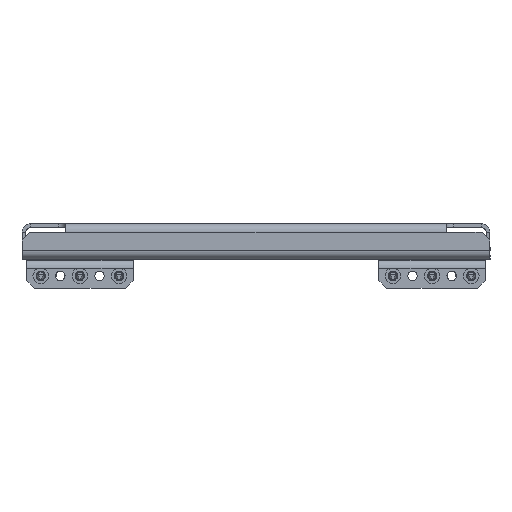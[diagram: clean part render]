
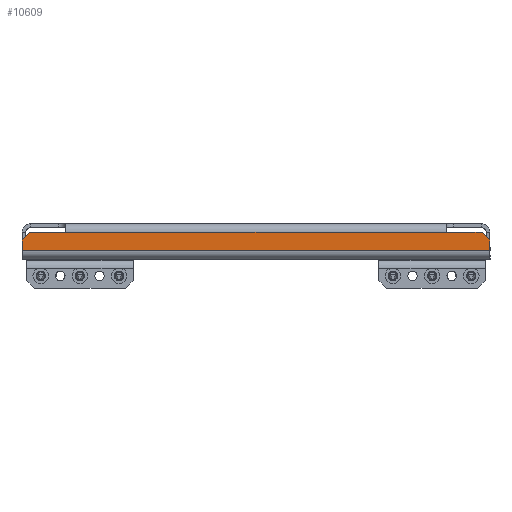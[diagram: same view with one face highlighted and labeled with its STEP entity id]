
A CAD part, left-side view. The second image highlights one B-rep face of the part: STEP entity #10609.
In plain terms, the highlighted planar face has unit normal (-1, 0, 0).
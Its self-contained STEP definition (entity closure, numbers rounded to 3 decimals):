
#92 = VERTEX_POINT ( 'NONE', #2307 ) ;
#599 = EDGE_CURVE ( 'NONE', #8625, #7524, #2098, .T. ) ;
#804 = CARTESIAN_POINT ( 'NONE',  ( -449.5, 149.5, -15. ) ) ;
#1192 = DIRECTION ( 'NONE',  ( 0., -1., 0. ) ) ;
#1260 = VECTOR ( 'NONE', #1192, 1000. ) ;
#1291 = VECTOR ( 'NONE', #8568, 1000. ) ;
#1381 = CARTESIAN_POINT ( 'NONE',  ( -449.5, -149.5, -8. ) ) ;
#1551 = LINE ( 'NONE', #3047, #1871 ) ;
#1795 = ORIENTED_EDGE ( 'NONE', *, *, #7045, .T. ) ;
#1871 = VECTOR ( 'NONE', #4040, 1000. ) ;
#1989 = ORIENTED_EDGE ( 'NONE', *, *, #10275, .T. ) ;
#2021 = VECTOR ( 'NONE', #7285, 1000. ) ;
#2026 = DIRECTION ( 'NONE',  ( 0., 0., -1. ) ) ;
#2098 = LINE ( 'NONE', #2294, #1260 ) ;
#2294 = CARTESIAN_POINT ( 'NONE',  ( -449.5, -149.5, -3. ) ) ;
#2307 = CARTESIAN_POINT ( 'NONE',  ( -449.5, 149.5, -15. ) ) ;
#2431 = CARTESIAN_POINT ( 'NONE',  ( -449.5, -144.5, -3. ) ) ;
#2455 = CARTESIAN_POINT ( 'NONE',  ( -449.5, 144.5, -3. ) ) ;
#2901 = FACE_OUTER_BOUND ( 'NONE', #7266, .T. ) ;
#3047 = CARTESIAN_POINT ( 'NONE',  ( -449.5, -149.5, -3. ) ) ;
#3307 = VERTEX_POINT ( 'NONE', #11449 ) ;
#4040 = DIRECTION ( 'NONE',  ( 0., -1., 0. ) ) ;
#4107 = PLANE ( 'NONE',  #6798 ) ;
#4175 = CARTESIAN_POINT ( 'NONE',  ( -449.5, -149.5, -8. ) ) ;
#4738 = ORIENTED_EDGE ( 'NONE', *, *, #11545, .T. ) ;
#4801 = VECTOR ( 'NONE', #8646, 1000. ) ;
#5467 = DIRECTION ( 'NONE',  ( 0., 0., -1. ) ) ;
#5756 = EDGE_CURVE ( 'NONE', #7754, #11974, #6583, .T. ) ;
#5886 = VECTOR ( 'NONE', #7804, 1000. ) ;
#6090 = DIRECTION ( 'NONE',  ( 0., 1., 0. ) ) ;
#6348 = ORIENTED_EDGE ( 'NONE', *, *, #9134, .F. ) ;
#6556 = CARTESIAN_POINT ( 'NONE',  ( -449.5, 144.5, -3. ) ) ;
#6583 = LINE ( 'NONE', #1381, #1291 ) ;
#6798 = AXIS2_PLACEMENT_3D ( 'NONE', #9127, #9583, #5467 ) ;
#7015 = VERTEX_POINT ( 'NONE', #11268 ) ;
#7045 = EDGE_CURVE ( 'NONE', #11376, #92, #8344, .T. ) ;
#7062 = ORIENTED_EDGE ( 'NONE', *, *, #9827, .T. ) ;
#7192 = LINE ( 'NONE', #804, #5886 ) ;
#7266 = EDGE_LOOP ( 'NONE', ( #7062, #9732, #6348, #8048, #11177, #1989, #1795, #4738 ) ) ;
#7285 = DIRECTION ( 'NONE',  ( 0., 0., 1. ) ) ;
#7315 = LINE ( 'NONE', #7334, #2021 ) ;
#7334 = CARTESIAN_POINT ( 'NONE',  ( -449.5, -149.5, 0. ) ) ;
#7524 = VERTEX_POINT ( 'NONE', #10908 ) ;
#7754 = VERTEX_POINT ( 'NONE', #4175 ) ;
#7804 = DIRECTION ( 'NONE',  ( 0., -1., 0. ) ) ;
#8048 = ORIENTED_EDGE ( 'NONE', *, *, #8954, .T. ) ;
#8344 = LINE ( 'NONE', #8358, #10446 ) ;
#8358 = CARTESIAN_POINT ( 'NONE',  ( -449.5, 149.5, 0. ) ) ;
#8473 = LINE ( 'NONE', #9169, #13242 ) ;
#8568 = DIRECTION ( 'NONE',  ( 0., 0.707, 0.707 ) ) ;
#8625 = VERTEX_POINT ( 'NONE', #6556 ) ;
#8646 = DIRECTION ( 'NONE',  ( 0., 0.707, -0.707 ) ) ;
#8954 = EDGE_CURVE ( 'NONE', #7015, #7524, #8473, .T. ) ;
#9127 = CARTESIAN_POINT ( 'NONE',  ( -449.5, 0., 0. ) ) ;
#9134 = EDGE_CURVE ( 'NONE', #7015, #11974, #1551, .T. ) ;
#9169 = CARTESIAN_POINT ( 'NONE',  ( -449.5, 121.5, -3. ) ) ;
#9583 = DIRECTION ( 'NONE',  ( 1., 0., 0. ) ) ;
#9732 = ORIENTED_EDGE ( 'NONE', *, *, #5756, .T. ) ;
#9827 = EDGE_CURVE ( 'NONE', #3307, #7754, #7315, .T. ) ;
#10275 = EDGE_CURVE ( 'NONE', #8625, #11376, #10622, .T. ) ;
#10446 = VECTOR ( 'NONE', #2026, 1000. ) ;
#10609 = ADVANCED_FACE ( 'NONE', ( #2901 ), #4107, .F. ) ;
#10622 = LINE ( 'NONE', #2455, #4801 ) ;
#10707 = CARTESIAN_POINT ( 'NONE',  ( -449.5, 149.5, -8. ) ) ;
#10908 = CARTESIAN_POINT ( 'NONE',  ( -449.5, 121.5, -3. ) ) ;
#11177 = ORIENTED_EDGE ( 'NONE', *, *, #599, .F. ) ;
#11268 = CARTESIAN_POINT ( 'NONE',  ( -449.5, -121.5, -3. ) ) ;
#11376 = VERTEX_POINT ( 'NONE', #10707 ) ;
#11449 = CARTESIAN_POINT ( 'NONE',  ( -449.5, -149.5, -15. ) ) ;
#11545 = EDGE_CURVE ( 'NONE', #92, #3307, #7192, .T. ) ;
#11974 = VERTEX_POINT ( 'NONE', #2431 ) ;
#13242 = VECTOR ( 'NONE', #6090, 1000. ) ;
